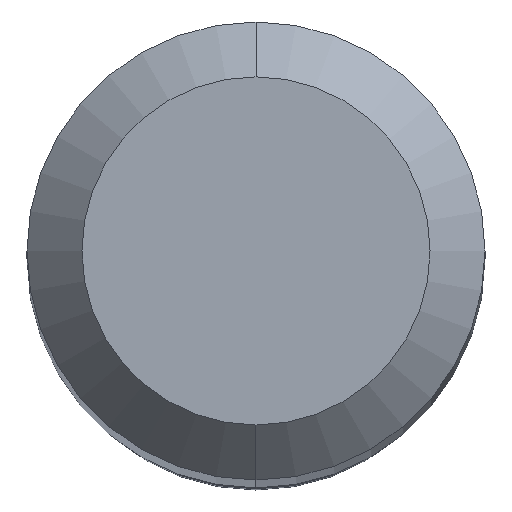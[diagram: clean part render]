
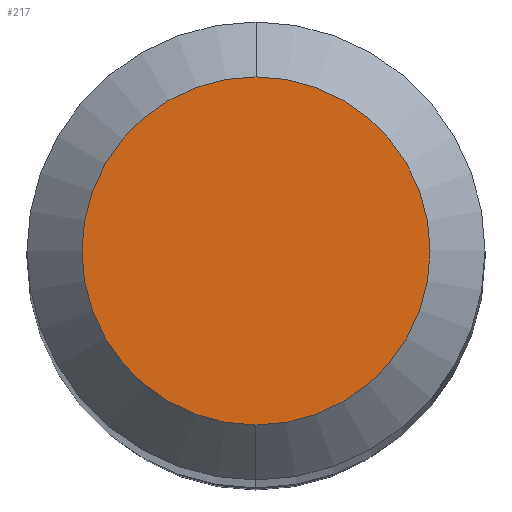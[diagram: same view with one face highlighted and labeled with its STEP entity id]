
A CAD part, top view. The second image highlights one B-rep face of the part: STEP entity #217.
In plain terms, the highlighted planar face has unit normal (0, 0, 1).
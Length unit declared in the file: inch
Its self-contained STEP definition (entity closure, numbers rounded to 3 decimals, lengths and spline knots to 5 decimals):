
#37 = ORIENTED_EDGE ( 'NONE', *, *, #308, .T. ) ;
#49 = CARTESIAN_POINT ( 'NONE',  ( 0., 0.0475, 0. ) ) ;
#75 = DIRECTION ( 'NONE',  ( 0., -1., 0. ) ) ;
#93 = CARTESIAN_POINT ( 'NONE',  ( 0., -0.0475, 0. ) ) ;
#99 = DIRECTION ( 'NONE',  ( 0., 0., 1. ) ) ;
#118 = EDGE_LOOP ( 'NONE', ( #37, #225 ) ) ;
#129 = PLANE ( 'NONE',  #494 ) ;
#169 = CARTESIAN_POINT ( 'NONE',  ( 0., 0., 0. ) ) ;
#173 = FACE_OUTER_BOUND ( 'NONE', #118, .T. ) ;
#217 = ADVANCED_FACE ( 'NONE', ( #173 ), #129, .F. ) ;
#224 = VERTEX_POINT ( 'NONE', #93 ) ;
#225 = ORIENTED_EDGE ( 'NONE', *, *, #388, .T. ) ;
#245 = DIRECTION ( 'NONE',  ( 0., 0., 1. ) ) ;
#260 = AXIS2_PLACEMENT_3D ( 'NONE', #169, #245, #75 ) ;
#274 = CARTESIAN_POINT ( 'NONE',  ( 0., 0.0475, 0. ) ) ;
#302 = DIRECTION ( 'NONE',  ( 0., -1., 0. ) ) ;
#308 = EDGE_CURVE ( 'NONE', #518, #224, #455, .T. ) ;
#344 = DIRECTION ( 'NONE',  ( 0., 0., -1. ) ) ;
#361 = CIRCLE ( 'NONE', #260, 0.0475 ) ;
#388 = EDGE_CURVE ( 'NONE', #224, #518, #361, .T. ) ;
#455 = CIRCLE ( 'NONE', #481, 0.0475 ) ;
#458 = CARTESIAN_POINT ( 'NONE',  ( 0., 0., 0. ) ) ;
#481 = AXIS2_PLACEMENT_3D ( 'NONE', #458, #99, #302 ) ;
#489 = DIRECTION ( 'NONE',  ( 0., 1., 0. ) ) ;
#494 = AXIS2_PLACEMENT_3D ( 'NONE', #49, #344, #489 ) ;
#518 = VERTEX_POINT ( 'NONE', #274 ) ;
